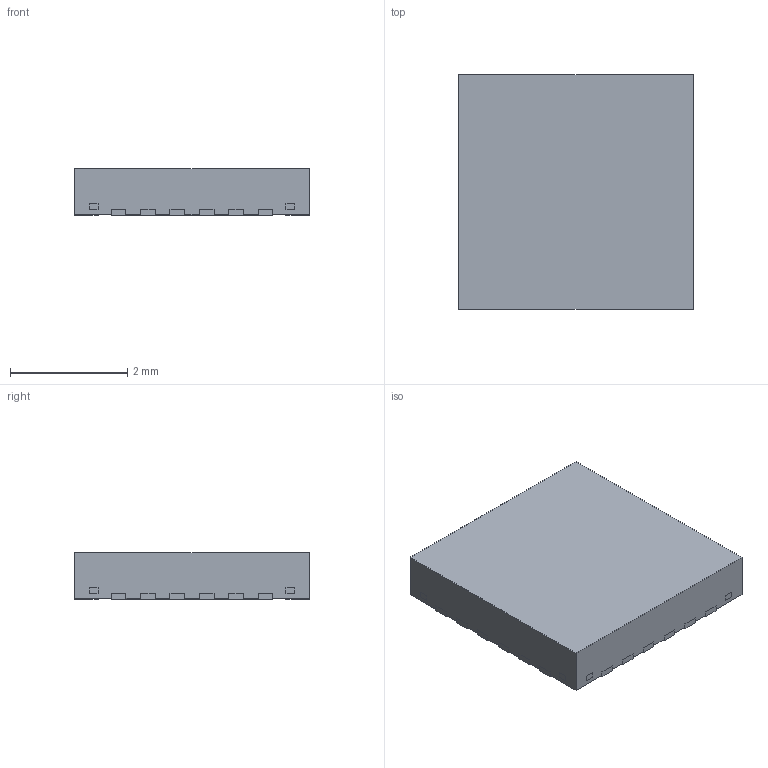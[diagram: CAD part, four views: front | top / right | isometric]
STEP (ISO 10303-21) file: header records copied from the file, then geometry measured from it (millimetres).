
FILE_DESCRIPTION((''),'2;1');
FILE_NAME('RTW0024A_ASM','2016-03-21T',('a0412086'),(''),'PRO/ENGINEER BY PARAMETRIC TECHNOLOGY CORPORATION, 2011490','PRO/ENGINEER BY PARAMETRIC TECHNOLOGY CORPORATION, 2011490','');
FILE_SCHEMA(('AUTOMOTIVE_DESIGN { 1 0 10303 214 1 1 1 1 }'));
Length unit declared in the file: millimetre
Products named in the file (4): BODY-QFN; FRAME-RTW0024A; PIN1-ID; RTW0024A_ASM
Assembly tree (3 placements, depth 2):
  RTW0024A_ASM
    BODY-QFN
    FRAME-RTW0024A
    PIN1-ID
Bounding box: 4 x 4 x 0.8 mm (x, y, z)
Volume: 12.6 mm3; surface area: 78.3 mm2
Topology: 30 solids, 30 shells, 325 faces, 786 edges, 524 vertices
Faces by surface type: plane 325
Entity records: 12404 total; most frequent: CARTESIAN_POINT 1649, ORIENTED_EDGE 1572, DIRECTION 1450, PRESENTATION_STYLE_ASSIGNMENT 841, STYLED_ITEM 816, VECTOR 786, LINE 786, CURVE_STYLE 786
